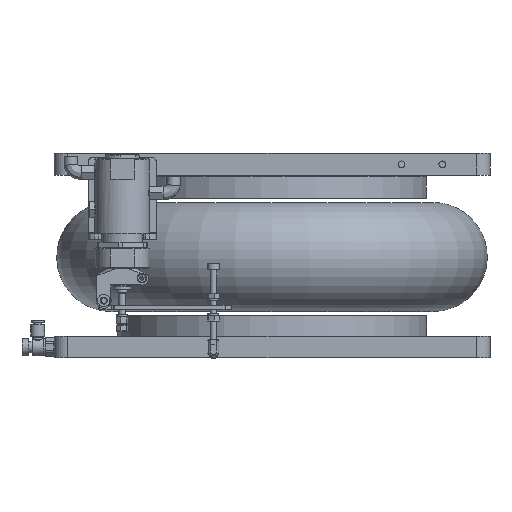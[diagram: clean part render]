
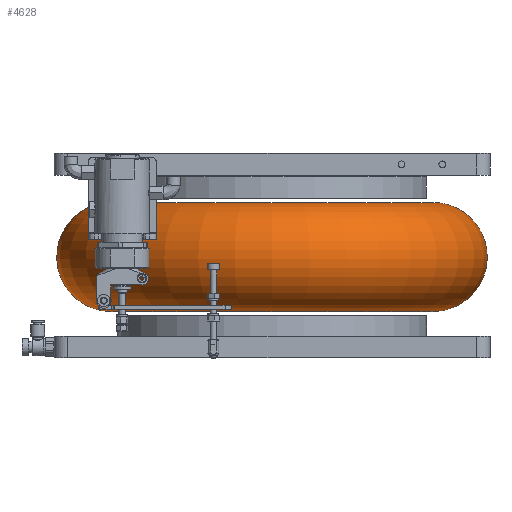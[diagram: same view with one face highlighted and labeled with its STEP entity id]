
A CAD part, left-side view. The second image highlights one B-rep face of the part: STEP entity #4628.
In plain terms, the highlighted toroidal (fillet/blend) face has major radius 118 mm and minor radius 40 mm.
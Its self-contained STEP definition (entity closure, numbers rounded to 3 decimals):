
#239 = AXIS2_PLACEMENT_3D ( 'NONE', #2442, #9103, #12084 ) ;
#357 = CIRCLE ( 'NONE', #4203, 118. ) ;
#1720 = TOROIDAL_SURFACE ( 'NONE', #12217, 118., 40. ) ;
#2442 = CARTESIAN_POINT ( 'NONE',  ( 129.309, -25.546, 203. ) ) ;
#2834 = CARTESIAN_POINT ( 'NONE',  ( 129.309, -143.546, 203. ) ) ;
#3906 = DIRECTION ( 'NONE',  ( 0., 0., 1. ) ) ;
#4203 = AXIS2_PLACEMENT_3D ( 'NONE', #18922, #3906, #7071 ) ;
#4628 = ADVANCED_FACE ( 'NONE', ( #11699, #15417 ), #1720, .T. ) ;
#7071 = DIRECTION ( 'NONE',  ( 0., -1., 0. ) ) ;
#7097 = EDGE_CURVE ( 'NONE', #13583, #13583, #357, .T. ) ;
#7817 = EDGE_LOOP ( 'NONE', ( #15900 ) ) ;
#8382 = DIRECTION ( 'NONE',  ( 0., -1., 0. ) ) ;
#9103 = DIRECTION ( 'NONE',  ( 0., 0., 1. ) ) ;
#10454 = DIRECTION ( 'NONE',  ( 0., 0., 1. ) ) ;
#10898 = EDGE_CURVE ( 'NONE', #21030, #21030, #17381, .T. ) ;
#11699 = FACE_OUTER_BOUND ( 'NONE', #7817, .T. ) ;
#11934 = CARTESIAN_POINT ( 'NONE',  ( 129.309, -143.546, 123. ) ) ;
#12084 = DIRECTION ( 'NONE',  ( 0., -1., 0. ) ) ;
#12217 = AXIS2_PLACEMENT_3D ( 'NONE', #13775, #10454, #8382 ) ;
#13583 = VERTEX_POINT ( 'NONE', #11934 ) ;
#13775 = CARTESIAN_POINT ( 'NONE',  ( 129.309, -25.546, 163. ) ) ;
#15417 = FACE_OUTER_BOUND ( 'NONE', #18447, .T. ) ;
#15900 = ORIENTED_EDGE ( 'NONE', *, *, #7097, .T. ) ;
#17381 = CIRCLE ( 'NONE', #239, 118. ) ;
#18447 = EDGE_LOOP ( 'NONE', ( #19934 ) ) ;
#18922 = CARTESIAN_POINT ( 'NONE',  ( 129.309, -25.546, 123. ) ) ;
#19934 = ORIENTED_EDGE ( 'NONE', *, *, #10898, .F. ) ;
#21030 = VERTEX_POINT ( 'NONE', #2834 ) ;
